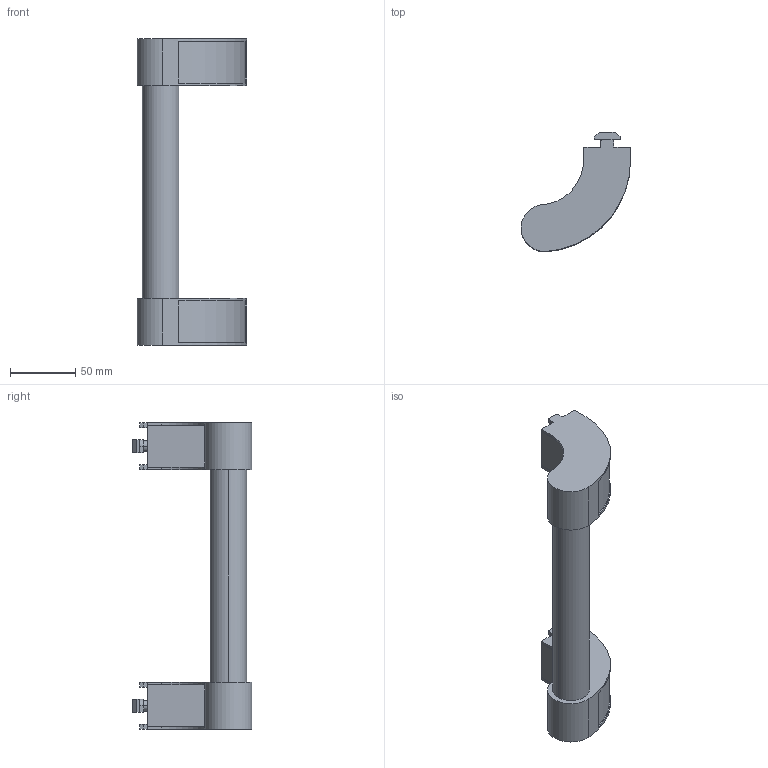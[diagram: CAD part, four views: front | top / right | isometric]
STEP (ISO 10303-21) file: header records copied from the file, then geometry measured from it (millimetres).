
FILE_DESCRIPTION (( 'STEP AP203' ), '1' );
FILE_NAME ('3_842_536_556_Bosch.step', '2024-06-10T09:12:43', ( '' ), ( '' ), 'SwSTEP 2.0', 'SolidWorks 2014', '' );
FILE_SCHEMA (( 'CONFIG_CONTROL_DESIGN' ));
Length unit declared in the file: millimetre
Products named in the file (6): Part-1; Part-3; Part-5; 3_842_536_556_Bosch; Part-2; Part-4
Assembly tree (5 placements, depth 2):
  3_842_536_556_Bosch
    Part-1
    Part-2
    Part-3
    Part-4
    Part-5
Bounding box: 83.93 x 91.53 x 235 mm (x, y, z)
Volume: 244088 mm3; surface area: 88162.8 mm2
Topology: 5 solids, 5 shells, 204 faces, 514 edges, 340 vertices
Faces by surface type: plane 142, cylinder 54, sphere 4, cone 4
Entity records: 6734 total; most frequent: DIRECTION 1066, CARTESIAN_POINT 1066, ORIENTED_EDGE 1028, EDGE_CURVE 514, LINE 386, VECTOR 386, AXIS2_PLACEMENT_3D 340, VERTEX_POINT 340
